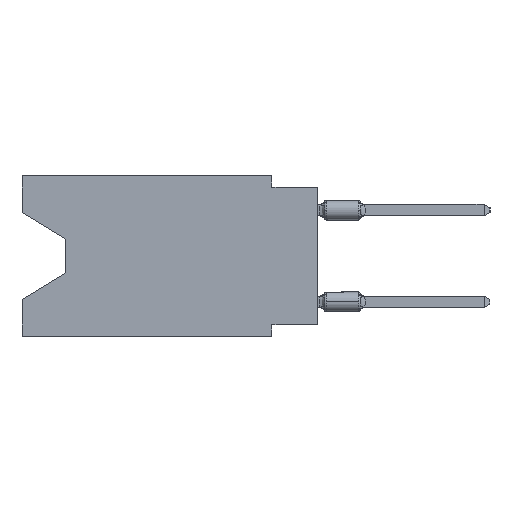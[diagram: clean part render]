
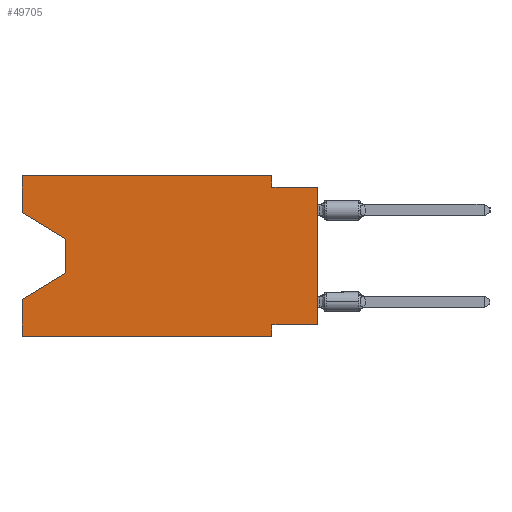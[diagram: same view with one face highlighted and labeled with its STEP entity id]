
A CAD part, left-side view. The second image highlights one B-rep face of the part: STEP entity #49705.
In plain terms, the highlighted planar face has unit normal (-1, 0, 0).
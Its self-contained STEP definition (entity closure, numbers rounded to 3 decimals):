
#285 = LINE ( 'NONE', #48442, #34105 ) ;
#938 = DIRECTION ( 'NONE',  ( 0., -1., 0. ) ) ;
#1687 = CARTESIAN_POINT ( 'NONE',  ( 0., 16.383, -6.852 ) ) ;
#2858 = CARTESIAN_POINT ( 'NONE',  ( 0., 13.97, -3.505 ) ) ;
#3195 = EDGE_CURVE ( 'NONE', #36226, #28999, #285, .T. ) ;
#4158 = ORIENTED_EDGE ( 'NONE', *, *, #14061, .F. ) ;
#4913 = DIRECTION ( 'NONE',  ( 0., 0., -1. ) ) ;
#5224 = DIRECTION ( 'NONE',  ( 0., 0.855, -0.519 ) ) ;
#5552 = LINE ( 'NONE', #43243, #51810 ) ;
#5754 = PLANE ( 'NONE',  #8265 ) ;
#6223 = ORIENTED_EDGE ( 'NONE', *, *, #9337, .T. ) ;
#8265 = AXIS2_PLACEMENT_3D ( 'NONE', #57312, #52081, #52392 ) ;
#8530 = LINE ( 'NONE', #36367, #15534 ) ;
#8577 = EDGE_LOOP ( 'NONE', ( #43250, #13276, #6223, #39531, #30347, #27427, #19625, #24999, #58959, #57301, #4158, #57824 ) ) ;
#8634 = CARTESIAN_POINT ( 'NONE',  ( 0., 13.97, -5.385 ) ) ;
#8733 = VERTEX_POINT ( 'NONE', #31917 ) ;
#9222 = VERTEX_POINT ( 'NONE', #12674 ) ;
#9337 = EDGE_CURVE ( 'NONE', #39422, #41287, #9565, .T. ) ;
#9392 = CARTESIAN_POINT ( 'NONE',  ( 0., 16.383, 0. ) ) ;
#9565 = LINE ( 'NONE', #8634, #28713 ) ;
#9737 = VECTOR ( 'NONE', #59175, 1000. ) ;
#10430 = VECTOR ( 'NONE', #53217, 1000. ) ;
#10973 = LINE ( 'NONE', #49553, #48353 ) ;
#11065 = VECTOR ( 'NONE', #45860, 1000. ) ;
#12080 = VERTEX_POINT ( 'NONE', #41929 ) ;
#12674 = CARTESIAN_POINT ( 'NONE',  ( 0., 2.54, -0.635 ) ) ;
#13273 = FACE_OUTER_BOUND ( 'NONE', #8577, .T. ) ;
#13276 = ORIENTED_EDGE ( 'NONE', *, *, #24125, .T. ) ;
#13476 = DIRECTION ( 'NONE',  ( 0., 1., 0. ) ) ;
#13628 = VECTOR ( 'NONE', #46380, 1000. ) ;
#14061 = EDGE_CURVE ( 'NONE', #54143, #12080, #5552, .T. ) ;
#14991 = EDGE_CURVE ( 'NONE', #8733, #28999, #19901, .T. ) ;
#15534 = VECTOR ( 'NONE', #13476, 1000. ) ;
#15932 = VERTEX_POINT ( 'NONE', #21572 ) ;
#16150 = CARTESIAN_POINT ( 'NONE',  ( 0., 16.383, -2.038 ) ) ;
#18030 = LINE ( 'NONE', #40287, #39124 ) ;
#19502 = CARTESIAN_POINT ( 'NONE',  ( 0., 0., 0. ) ) ;
#19625 = ORIENTED_EDGE ( 'NONE', *, *, #23283, .F. ) ;
#19901 = LINE ( 'NONE', #57836, #10430 ) ;
#20708 = VERTEX_POINT ( 'NONE', #46365 ) ;
#21572 = CARTESIAN_POINT ( 'NONE',  ( 0., 13.97, -3.505 ) ) ;
#21842 = EDGE_CURVE ( 'NONE', #56715, #54143, #10973, .T. ) ;
#21956 = EDGE_CURVE ( 'NONE', #12080, #9222, #18030, .T. ) ;
#23283 = EDGE_CURVE ( 'NONE', #20708, #36226, #8530, .T. ) ;
#23703 = CARTESIAN_POINT ( 'NONE',  ( 0., 0., -0.635 ) ) ;
#24125 = EDGE_CURVE ( 'NONE', #15932, #39422, #45163, .T. ) ;
#24999 = ORIENTED_EDGE ( 'NONE', *, *, #29533, .T. ) ;
#27427 = ORIENTED_EDGE ( 'NONE', *, *, #3195, .F. ) ;
#28713 = VECTOR ( 'NONE', #5224, 1000. ) ;
#28999 = VERTEX_POINT ( 'NONE', #51045 ) ;
#29533 = EDGE_CURVE ( 'NONE', #20708, #53870, #57433, .T. ) ;
#30060 = EDGE_CURVE ( 'NONE', #9222, #53870, #30514, .T. ) ;
#30347 = ORIENTED_EDGE ( 'NONE', *, *, #14991, .T. ) ;
#30514 = LINE ( 'NONE', #31107, #9737 ) ;
#30580 = CARTESIAN_POINT ( 'NONE',  ( 0., 13.97, -5.385 ) ) ;
#31107 = CARTESIAN_POINT ( 'NONE',  ( 0., 0., -0.635 ) ) ;
#31917 = CARTESIAN_POINT ( 'NONE',  ( 0., 16.383, -8.89 ) ) ;
#34105 = VECTOR ( 'NONE', #4913, 1000. ) ;
#35374 = DIRECTION ( 'NONE',  ( 0., 0., 1. ) ) ;
#36226 = VERTEX_POINT ( 'NONE', #58269 ) ;
#36367 = CARTESIAN_POINT ( 'NONE',  ( 0., 0., -8.255 ) ) ;
#39124 = VECTOR ( 'NONE', #60017, 1000. ) ;
#39422 = VERTEX_POINT ( 'NONE', #30580 ) ;
#39531 = ORIENTED_EDGE ( 'NONE', *, *, #47604, .F. ) ;
#40287 = CARTESIAN_POINT ( 'NONE',  ( 0., 2.54, 0. ) ) ;
#41108 = LINE ( 'NONE', #59928, #43802 ) ;
#41287 = VERTEX_POINT ( 'NONE', #1687 ) ;
#41929 = CARTESIAN_POINT ( 'NONE',  ( 0., 2.54, 0. ) ) ;
#42147 = CARTESIAN_POINT ( 'NONE',  ( 0., 16.383, 0. ) ) ;
#42563 = DIRECTION ( 'NONE',  ( 0., -0.855, -0.519 ) ) ;
#43243 = CARTESIAN_POINT ( 'NONE',  ( 0., 16.383, 0. ) ) ;
#43250 = ORIENTED_EDGE ( 'NONE', *, *, #56273, .T. ) ;
#43802 = VECTOR ( 'NONE', #42563, 1000. ) ;
#45163 = LINE ( 'NONE', #2858, #13628 ) ;
#45317 = VECTOR ( 'NONE', #52516, 1000. ) ;
#45860 = DIRECTION ( 'NONE',  ( 0., 0., 1. ) ) ;
#46365 = CARTESIAN_POINT ( 'NONE',  ( 0., 0., -8.255 ) ) ;
#46380 = DIRECTION ( 'NONE',  ( 0., 0., -1. ) ) ;
#47604 = EDGE_CURVE ( 'NONE', #8733, #41287, #55392, .T. ) ;
#48353 = VECTOR ( 'NONE', #35374, 1000. ) ;
#48442 = CARTESIAN_POINT ( 'NONE',  ( 0., 2.54, -8.89 ) ) ;
#49553 = CARTESIAN_POINT ( 'NONE',  ( 0., 16.383, 0. ) ) ;
#49705 = ADVANCED_FACE ( 'NONE', ( #13273 ), #5754, .F. ) ;
#51045 = CARTESIAN_POINT ( 'NONE',  ( 0., 2.54, -8.89 ) ) ;
#51810 = VECTOR ( 'NONE', #938, 1000. ) ;
#52081 = DIRECTION ( 'NONE',  ( 1., 0., 0. ) ) ;
#52392 = DIRECTION ( 'NONE',  ( 0., 0., -1. ) ) ;
#52516 = DIRECTION ( 'NONE',  ( 0., 0., 1. ) ) ;
#53217 = DIRECTION ( 'NONE',  ( 0., -1., 0. ) ) ;
#53870 = VERTEX_POINT ( 'NONE', #23703 ) ;
#54143 = VERTEX_POINT ( 'NONE', #42147 ) ;
#55392 = LINE ( 'NONE', #9392, #11065 ) ;
#56273 = EDGE_CURVE ( 'NONE', #56715, #15932, #41108, .T. ) ;
#56715 = VERTEX_POINT ( 'NONE', #16150 ) ;
#57301 = ORIENTED_EDGE ( 'NONE', *, *, #21956, .F. ) ;
#57312 = CARTESIAN_POINT ( 'NONE',  ( 0., 16.383, 0. ) ) ;
#57433 = LINE ( 'NONE', #19502, #45317 ) ;
#57824 = ORIENTED_EDGE ( 'NONE', *, *, #21842, .F. ) ;
#57836 = CARTESIAN_POINT ( 'NONE',  ( 0., 16.383, -8.89 ) ) ;
#58269 = CARTESIAN_POINT ( 'NONE',  ( 0., 2.54, -8.255 ) ) ;
#58959 = ORIENTED_EDGE ( 'NONE', *, *, #30060, .F. ) ;
#59175 = DIRECTION ( 'NONE',  ( 0., -1., 0. ) ) ;
#59928 = CARTESIAN_POINT ( 'NONE',  ( 0., 16.383, -2.038 ) ) ;
#60017 = DIRECTION ( 'NONE',  ( 0., 0., -1. ) ) ;
